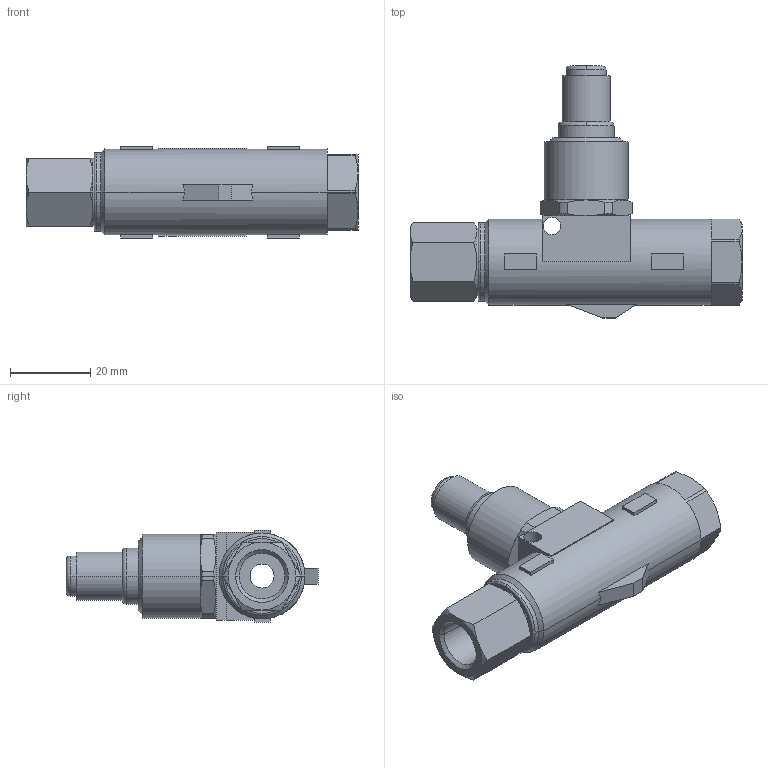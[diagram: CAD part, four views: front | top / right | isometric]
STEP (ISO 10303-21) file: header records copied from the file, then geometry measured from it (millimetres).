
FILE_DESCRIPTION(('STEP AP214'),'1');
FILE_NAME('7416_13_13.stp','2016-07-07T14:31:21',('TraceParts'),('TraceParts S.A.'),'Spatial InterOp 3D',' ',' ');
FILE_SCHEMA(('automotive_design'));
Length unit declared in the file: millimetre
Products named in the file (2): 1; 2
Bounding box: 83 x 63 x 23 mm (x, y, z)
Volume: 34313.7 mm3; surface area: 12608.5 mm2
Topology: 2 solids, 2 shells, 167 faces, 396 edges, 246 vertices
Faces by surface type: plane 75, cone 52, cylinder 34, torus 6
Entity records: 4900 total; most frequent: CARTESIAN_POINT 1051, DIRECTION 838, ORIENTED_EDGE 792, EDGE_CURVE 396, AXIS2_PLACEMENT_3D 333, VERTEX_POINT 246, EDGE_LOOP 184, LINE 172
